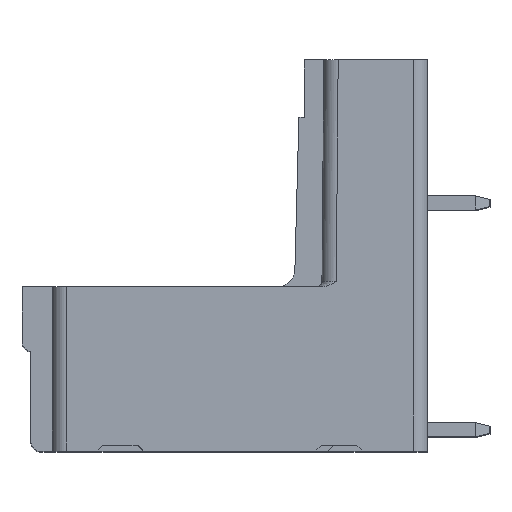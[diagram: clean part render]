
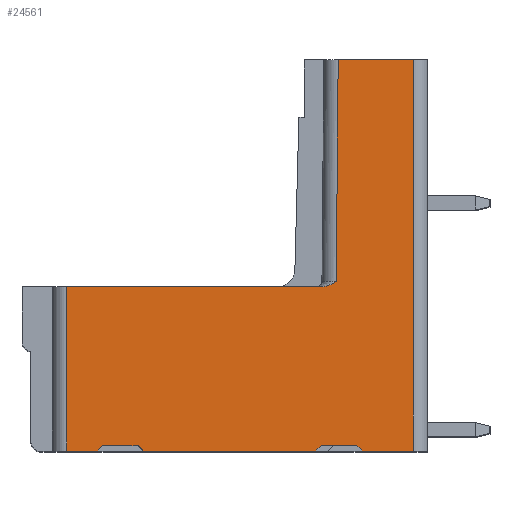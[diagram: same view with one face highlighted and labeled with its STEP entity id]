
A CAD part, top view. The second image highlights one B-rep face of the part: STEP entity #24561.
In plain terms, the highlighted planar face has unit normal (0, 0, 1).
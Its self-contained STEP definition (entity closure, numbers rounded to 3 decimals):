
#2749=DIRECTION('',(1.,0.,0.));
#2750=VECTOR('',#2749,1.7);
#2751=CARTESIAN_POINT('',(-20.194,0.,
-84.543));
#2752=LINE('',#2751,#2750);
#2773=DIRECTION('',(1.,0.,0.));
#2774=VECTOR('',#2773,9.65);
#2775=CARTESIAN_POINT('',(-15.894,0.,
-84.543));
#2776=LINE('',#2775,#2774);
#3558=DIRECTION('',(-1.,0.,0.));
#3559=VECTOR('',#3558,14.337);
#3560=CARTESIAN_POINT('',(-5.857,9.2,
-84.543));
#3561=LINE('',#3560,#3559);
#3879=CARTESIAN_POINT('',(-5.857,9.2,
-84.543));
#3880=CARTESIAN_POINT('',(-5.826,9.2,
-84.543));
#3881=CARTESIAN_POINT('',(-5.76,9.204,
-84.543));
#3882=CARTESIAN_POINT('',(-5.649,9.226,
-84.543));
#3883=CARTESIAN_POINT('',(-5.528,9.266,
-84.543));
#3884=CARTESIAN_POINT('',(-5.398,9.326,
-84.543));
#3885=CARTESIAN_POINT('',(-5.257,9.404,
-84.543));
#3886=CARTESIAN_POINT('',(-5.155,9.467,
-84.543));
#3887=CARTESIAN_POINT('',(-5.102,9.5,
-84.543));
#3889=DIRECTION('',(0.009,1.,0.));
#3890=VECTOR('',#3889,12.4);
#3891=CARTESIAN_POINT('',(-5.102,9.5,
-84.543));
#3892=LINE('',#3891,#3890);
#3893=DIRECTION('',(-1.,0.,0.));
#3894=VECTOR('',#3893,2.85);
#3895=CARTESIAN_POINT('',(-0.794,0.,
-84.543));
#3896=LINE('',#3895,#3894);
#3897=DIRECTION('',(-0.707,0.707,0.));
#3898=VECTOR('',#3897,0.424);
#3899=CARTESIAN_POINT('',(-3.644,0.,
-84.543));
#3900=LINE('',#3899,#3898);
#3901=DIRECTION('',(-1.,0.,0.));
#3902=VECTOR('',#3901,2.);
#3903=CARTESIAN_POINT('',(-3.944,0.3,
-84.543));
#3904=LINE('',#3903,#3902);
#3905=DIRECTION('',(-0.707,-0.707,0.));
#3906=VECTOR('',#3905,0.424);
#3907=CARTESIAN_POINT('',(-5.944,0.3,
-84.543));
#3908=LINE('',#3907,#3906);
#3909=DIRECTION('',(-0.707,0.707,0.));
#3910=VECTOR('',#3909,0.424);
#3911=CARTESIAN_POINT('',(-15.894,0.,
-84.543));
#3912=LINE('',#3911,#3910);
#3913=DIRECTION('',(-1.,0.,0.));
#3914=VECTOR('',#3913,2.);
#3915=CARTESIAN_POINT('',(-16.194,0.3,
-84.543));
#3916=LINE('',#3915,#3914);
#3917=DIRECTION('',(-0.707,-0.707,0.));
#3918=VECTOR('',#3917,0.424);
#3919=CARTESIAN_POINT('',(-18.194,0.3,
-84.543));
#3920=LINE('',#3919,#3918);
#3921=CARTESIAN_POINT('',(-5.857,9.2,
-84.543));
#4165=DIRECTION('',(-1.,0.,0.));
#4166=VECTOR('',#4165,4.2);
#4167=CARTESIAN_POINT('',(-0.794,21.9,-84.543));
#4168=LINE('',#4167,#4166);
#10057=DIRECTION('',(0.,1.,0.));
#10058=VECTOR('',#10057,21.9);
#10059=CARTESIAN_POINT('',(-0.794,0.,
-84.543));
#10060=LINE('',#10059,#10058);
#10082=DIRECTION('',(0.,-1.,0.));
#10083=VECTOR('',#10082,9.2);
#10084=CARTESIAN_POINT('',(-20.194,9.2,-84.543));
#10085=LINE('',#10084,#10083);
#15732=VERTEX_POINT('',#3921);
#15733=CARTESIAN_POINT('',(-20.194,9.2,-84.543));
#15734=VERTEX_POINT('',#15733);
#15785=CARTESIAN_POINT('',(-0.794,21.9,-84.543));
#15786=VERTEX_POINT('',#15785);
#15787=CARTESIAN_POINT('',(-4.994,21.9,-84.543));
#15788=VERTEX_POINT('',#15787);
#16154=CARTESIAN_POINT('',(-20.194,0.,
-84.543));
#16155=VERTEX_POINT('',#16154);
#16156=CARTESIAN_POINT('',(-18.494,0.,
-84.543));
#16157=VERTEX_POINT('',#16156);
#16170=CARTESIAN_POINT('',(-15.894,0.,
-84.543));
#16171=VERTEX_POINT('',#16170);
#16172=CARTESIAN_POINT('',(-6.244,0.,
-84.543));
#16173=VERTEX_POINT('',#16172);
#16178=CARTESIAN_POINT('',(-3.644,0.,
-84.543));
#16179=VERTEX_POINT('',#16178);
#16180=CARTESIAN_POINT('',(-0.794,0.,
-84.543));
#16181=VERTEX_POINT('',#16180);
#16274=VERTEX_POINT('',#3887);
#16275=CARTESIAN_POINT('',(-3.944,0.3,
-84.543));
#16276=VERTEX_POINT('',#16275);
#16277=CARTESIAN_POINT('',(-5.944,0.3,
-84.543));
#16278=VERTEX_POINT('',#16277);
#16279=CARTESIAN_POINT('',(-16.194,0.3,
-84.543));
#16280=VERTEX_POINT('',#16279);
#16281=CARTESIAN_POINT('',(-18.194,0.3,
-84.543));
#16282=VERTEX_POINT('',#16281);
#24531=CARTESIAN_POINT('',(-6.202,9.5,-84.543));
#24532=DIRECTION('',(0.,0.,1.));
#24533=DIRECTION('',(-1.,0.,0.));
#24534=AXIS2_PLACEMENT_3D('',#24531,#24532,#24533);
#24535=PLANE('',#24534);
#24536=ORIENTED_EDGE('',*,*,#23848,.F.);
#24538=ORIENTED_EDGE('',*,*,#24537,.T.);
#24540=ORIENTED_EDGE('',*,*,#24539,.T.);
#24542=ORIENTED_EDGE('',*,*,#24541,.F.);
#24544=ORIENTED_EDGE('',*,*,#24543,.F.);
#24545=ORIENTED_EDGE('',*,*,#22954,.T.);
#24547=ORIENTED_EDGE('',*,*,#24546,.T.);
#24549=ORIENTED_EDGE('',*,*,#24548,.T.);
#24551=ORIENTED_EDGE('',*,*,#24550,.T.);
#24552=ORIENTED_EDGE('',*,*,#22930,.F.);
#24553=ORIENTED_EDGE('',*,*,#24498,.T.);
#24554=ORIENTED_EDGE('',*,*,#24512,.T.);
#24555=ORIENTED_EDGE('',*,*,#24525,.T.);
#24556=ORIENTED_EDGE('',*,*,#22914,.F.);
#24558=ORIENTED_EDGE('',*,*,#24557,.F.);
#24559=EDGE_LOOP('',(#24536,#24538,#24540,#24542,#24544,#24545,#24547,#24549,
#24551,#24552,#24553,#24554,#24555,#24556,#24558));
#24560=FACE_OUTER_BOUND('',#24559,.F.);
#24561=ADVANCED_FACE('',(#24560),#24535,.T.);
#3888=B_SPLINE_CURVE_WITH_KNOTS('',3,(#3879,#3880,#3881,#3882,#3883,#3884,#3885,
#3886,#3887),.UNSPECIFIED.,.F.,.F.,(4,1,1,1,1,1,4),(0.,0.167,
0.333,0.5,0.667,0.833,1.),
.UNSPECIFIED.);
#22914=EDGE_CURVE('',#16155,#16157,#2752,.T.);
#22930=EDGE_CURVE('',#16171,#16173,#2776,.T.);
#22954=EDGE_CURVE('',#16181,#16179,#3896,.T.);
#23848=EDGE_CURVE('',#15732,#15734,#3561,.T.);
#24498=EDGE_CURVE('',#16171,#16280,#3912,.T.);
#24512=EDGE_CURVE('',#16280,#16282,#3916,.T.);
#24525=EDGE_CURVE('',#16282,#16157,#3920,.T.);
#24537=EDGE_CURVE('',#15732,#16274,#3888,.T.);
#24539=EDGE_CURVE('',#16274,#15788,#3892,.T.);
#24541=EDGE_CURVE('',#15786,#15788,#4168,.T.);
#24543=EDGE_CURVE('',#16181,#15786,#10060,.T.);
#24546=EDGE_CURVE('',#16179,#16276,#3900,.T.);
#24548=EDGE_CURVE('',#16276,#16278,#3904,.T.);
#24550=EDGE_CURVE('',#16278,#16173,#3908,.T.);
#24557=EDGE_CURVE('',#15734,#16155,#10085,.T.);
